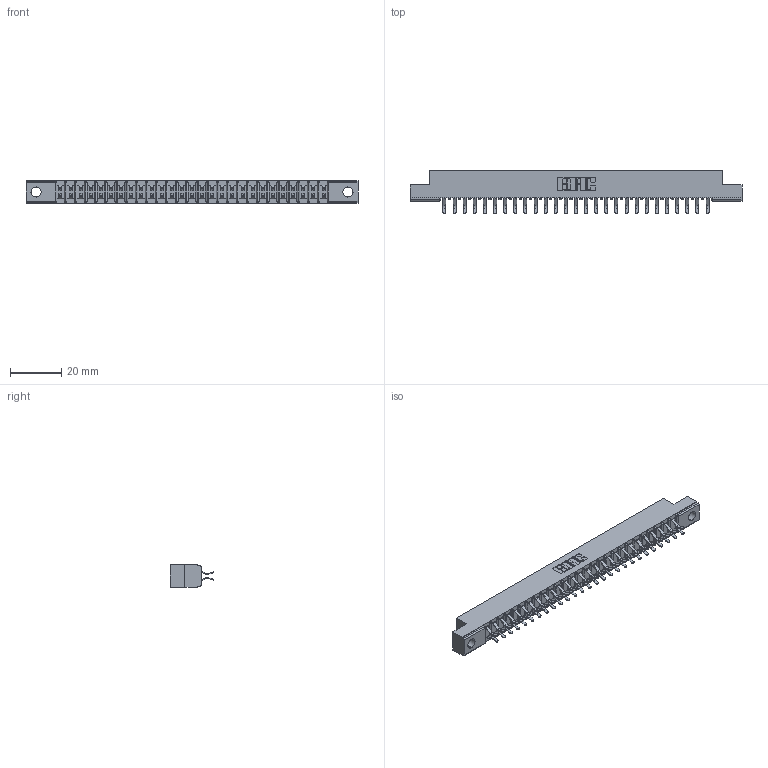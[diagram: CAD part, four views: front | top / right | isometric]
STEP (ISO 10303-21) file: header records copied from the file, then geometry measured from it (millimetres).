
FILE_DESCRIPTION (( 'STEP AP203' ), '1' );
FILE_NAME ('307-054-556-204.STEP', '2019-09-06T13:02:48', ( '' ), ( '' ), 'SwSTEP 2.0', 'SolidWorks 2016', '' );
FILE_SCHEMA (( 'CONFIG_CONTROL_DESIGN' ));
Length unit declared in the file: inch
Products named in the file (3): 307-054-556-204; 307 Part_.156 Dia Mounting Holes; 307-290-001_556
Assembly tree (55 placements, depth 2):
  307-054-556-204
    307 Part_.156 Dia Mounting Holes
    307-290-001_556  x54
Bounding box: 130 x 16.97 x 8.71 mm (x, y, z)
Volume: 8386.9 mm3; surface area: 14908.5 mm2
Topology: 55 solids, 55 shells, 2860 faces, 8027 edges, 5202 vertices
Faces by surface type: plane 1866, cylinder 938, sphere 56
Entity records: 26382 total; most frequent: CARTESIAN_POINT 4325, ORIENTED_EDGE 4282, DIRECTION 4235, EDGE_CURVE 2141, LINE 1643, VECTOR 1643, VERTEX_POINT 1386, AXIS2_PLACEMENT_3D 1296
